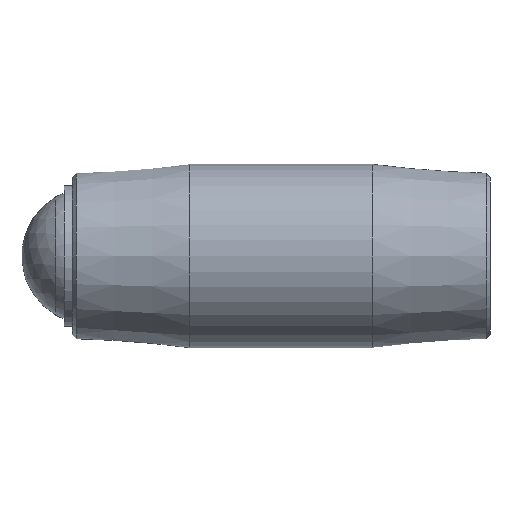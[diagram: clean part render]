
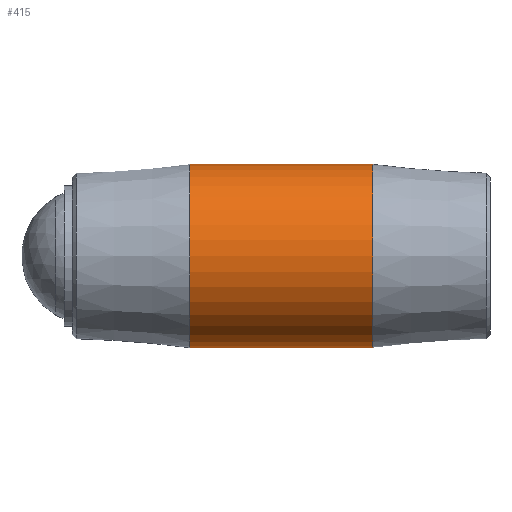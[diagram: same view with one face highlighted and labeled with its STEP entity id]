
A CAD part, front view. The second image highlights one B-rep face of the part: STEP entity #415.
In plain terms, the highlighted cylindrical face has radius 18 mm (diameter 36 mm), a full revolution.
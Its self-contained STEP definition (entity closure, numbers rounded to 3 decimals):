
#28=CYLINDRICAL_SURFACE('',#482,18.);
#57=FACE_BOUND('',#165,.T.);
#103=FACE_OUTER_BOUND('',#164,.T.);
#164=EDGE_LOOP('',(#354));
#165=EDGE_LOOP('',(#355));
#195=CIRCLE('',#448,18.);
#199=CIRCLE('',#455,18.);
#231=VERTEX_POINT('',#678);
#236=VERTEX_POINT('',#724);
#269=EDGE_CURVE('',#231,#231,#195,.T.);
#274=EDGE_CURVE('',#236,#236,#199,.T.);
#354=ORIENTED_EDGE('',*,*,#274,.T.);
#355=ORIENTED_EDGE('',*,*,#269,.F.);
#415=ADVANCED_FACE('',(#103,#57),#28,.T.);
#448=AXIS2_PLACEMENT_3D('',#679,#543,#544);
#455=AXIS2_PLACEMENT_3D('',#725,#557,#558);
#482=AXIS2_PLACEMENT_3D('',#830,#611,#612);
#543=DIRECTION('center_axis',(1.,0.,0.));
#544=DIRECTION('ref_axis',(0.,0.,-1.));
#557=DIRECTION('center_axis',(1.,0.,0.));
#558=DIRECTION('ref_axis',(0.,0.,-1.));
#611=DIRECTION('center_axis',(1.,0.,0.));
#612=DIRECTION('ref_axis',(0.,1.,0.));
#678=CARTESIAN_POINT('',(18.,18.,0.));
#679=CARTESIAN_POINT('Origin',(18.,0.,0.));
#724=CARTESIAN_POINT('',(-18.,18.,0.));
#725=CARTESIAN_POINT('Origin',(-18.,0.,0.));
#830=CARTESIAN_POINT('Origin',(0.,0.,0.));
